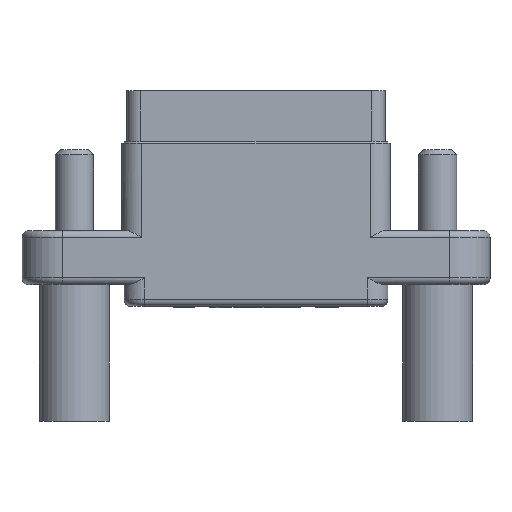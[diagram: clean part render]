
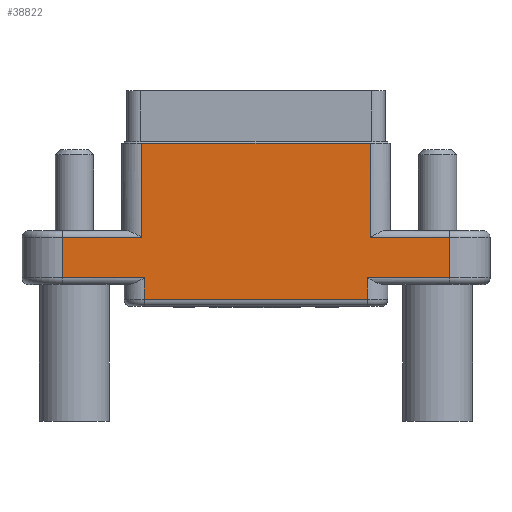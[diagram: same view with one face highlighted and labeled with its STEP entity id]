
A CAD part, top view. The second image highlights one B-rep face of the part: STEP entity #38822.
In plain terms, the highlighted planar face has unit normal (0, 0, 1).
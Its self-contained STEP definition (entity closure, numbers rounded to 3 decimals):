
#106=DIRECTION('',(1.,0.,0.));
#107=VECTOR('',#106,5.9);
#108=CARTESIAN_POINT('',(-14.4,3.5,10.25));
#109=LINE('',#108,#107);
#129=DIRECTION('',(0.,-1.,0.));
#130=VECTOR('',#129,7.);
#131=CARTESIAN_POINT('',(-8.5,10.5,10.25));
#132=LINE('',#131,#130);
#165=DIRECTION('',(1.,0.,0.));
#166=VECTOR('',#165,17.);
#167=CARTESIAN_POINT('',(-8.5,10.5,10.25));
#168=LINE('',#167,#166);
#222=DIRECTION('',(0.,1.,0.));
#223=VECTOR('',#222,7.);
#224=CARTESIAN_POINT('',(8.5,3.5,10.25));
#225=LINE('',#224,#223);
#354=DIRECTION('',(-1.,0.,0.));
#355=VECTOR('',#354,6.1);
#356=CARTESIAN_POINT('',(14.4,0.5,10.25));
#357=LINE('',#356,#355);
#396=DIRECTION('',(0.,-1.,0.));
#397=VECTOR('',#396,3.);
#398=CARTESIAN_POINT('',(14.4,3.5,10.25));
#399=LINE('',#398,#397);
#445=DIRECTION('',(1.,0.,0.));
#446=VECTOR('',#445,5.9);
#447=CARTESIAN_POINT('',(8.5,3.5,10.25));
#448=LINE('',#447,#446);
#459=DIRECTION('',(0.,1.,0.));
#460=VECTOR('',#459,1.6);
#461=CARTESIAN_POINT('',(8.3,-1.1,10.25));
#462=LINE('',#461,#460);
#2053=DIRECTION('',(0.,-1.,0.));
#2054=VECTOR('',#2053,1.6);
#2055=CARTESIAN_POINT('',(-8.3,0.5,10.25));
#2056=LINE('',#2055,#2054);
#2065=DIRECTION('',(-1.,0.,0.));
#2066=VECTOR('',#2065,6.1);
#2067=CARTESIAN_POINT('',(-8.3,0.5,10.25));
#2068=LINE('',#2067,#2066);
#2173=DIRECTION('',(0.,-1.,0.));
#2174=VECTOR('',#2173,3.);
#2175=CARTESIAN_POINT('',(-14.4,3.5,10.25));
#2176=LINE('',#2175,#2174);
#2185=DIRECTION('',(-1.,0.,0.));
#2186=VECTOR('',#2185,16.6);
#2187=CARTESIAN_POINT('',(8.3,-1.1,10.25));
#2188=LINE('',#2187,#2186);
#31163=CARTESIAN_POINT('',(8.5,10.5,10.25));
#31165=VERTEX_POINT('',#31163);
#31179=CARTESIAN_POINT('',(-8.5,10.5,10.25));
#31180=VERTEX_POINT('',#31179);
#31447=CARTESIAN_POINT('',(-14.4,3.5,10.25));
#31448=CARTESIAN_POINT('',(-8.5,3.5,10.25));
#31449=VERTEX_POINT('',#31447);
#31450=VERTEX_POINT('',#31448);
#31489=CARTESIAN_POINT('',(14.4,3.5,10.25));
#31490=VERTEX_POINT('',#31489);
#31493=CARTESIAN_POINT('',(8.5,3.5,10.25));
#31494=VERTEX_POINT('',#31493);
#31495=CARTESIAN_POINT('',(14.4,0.5,10.25));
#31496=CARTESIAN_POINT('',(8.3,0.5,10.25));
#31497=VERTEX_POINT('',#31495);
#31498=VERTEX_POINT('',#31496);
#31537=CARTESIAN_POINT('',(-14.4,0.5,10.25));
#31538=VERTEX_POINT('',#31537);
#31541=CARTESIAN_POINT('',(-8.3,0.5,10.25));
#31542=VERTEX_POINT('',#31541);
#31557=CARTESIAN_POINT('',(8.3,-1.1,10.25));
#31558=VERTEX_POINT('',#31557);
#31561=CARTESIAN_POINT('',(-8.3,-1.1,10.25));
#31562=VERTEX_POINT('',#31561);
#38792=CARTESIAN_POINT('',(-17.4,0.,10.25));
#38793=DIRECTION('',(0.,0.,1.));
#38794=DIRECTION('',(1.,0.,0.));
#38795=AXIS2_PLACEMENT_3D('',#38792,#38793,#38794);
#38796=PLANE('',#38795);
#38797=ORIENTED_EDGE('',*,*,#38782,.T.);
#38799=ORIENTED_EDGE('',*,*,#38798,.F.);
#38801=ORIENTED_EDGE('',*,*,#38800,.T.);
#38803=ORIENTED_EDGE('',*,*,#38802,.F.);
#38805=ORIENTED_EDGE('',*,*,#38804,.T.);
#38807=ORIENTED_EDGE('',*,*,#38806,.T.);
#38809=ORIENTED_EDGE('',*,*,#38808,.T.);
#38811=ORIENTED_EDGE('',*,*,#38810,.F.);
#38813=ORIENTED_EDGE('',*,*,#38812,.T.);
#38815=ORIENTED_EDGE('',*,*,#38814,.F.);
#38817=ORIENTED_EDGE('',*,*,#38816,.T.);
#38819=ORIENTED_EDGE('',*,*,#38818,.F.);
#38820=EDGE_LOOP('',(#38797,#38799,#38801,#38803,#38805,#38807,#38809,#38811,
#38813,#38815,#38817,#38819));
#38821=FACE_OUTER_BOUND('',#38820,.F.);
#38822=ADVANCED_FACE('',(#38821),#38796,.T.);
#38782=EDGE_CURVE('',#31449,#31450,#109,.T.);
#38798=EDGE_CURVE('',#31180,#31450,#132,.T.);
#38800=EDGE_CURVE('',#31180,#31165,#168,.T.);
#38802=EDGE_CURVE('',#31494,#31165,#225,.T.);
#38804=EDGE_CURVE('',#31494,#31490,#448,.T.);
#38806=EDGE_CURVE('',#31490,#31497,#399,.T.);
#38808=EDGE_CURVE('',#31497,#31498,#357,.T.);
#38810=EDGE_CURVE('',#31558,#31498,#462,.T.);
#38812=EDGE_CURVE('',#31558,#31562,#2188,.T.);
#38814=EDGE_CURVE('',#31542,#31562,#2056,.T.);
#38816=EDGE_CURVE('',#31542,#31538,#2068,.T.);
#38818=EDGE_CURVE('',#31449,#31538,#2176,.T.);
